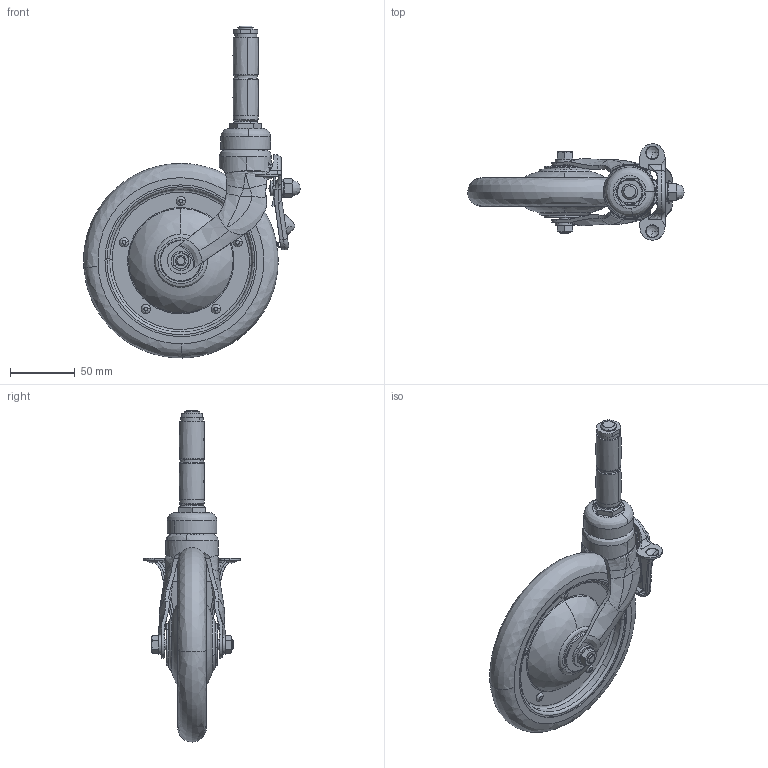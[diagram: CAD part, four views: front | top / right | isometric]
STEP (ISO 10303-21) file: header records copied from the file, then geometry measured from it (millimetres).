
FILE_DESCRIPTION((''),'2;1');
FILE_NAME('','2006-01-18T13:11:14',(''),(''),'','CADfix','');
FILE_SCHEMA(('AUTOMOTIVE_DESIGN'));
Length unit declared in the file: millimetre
Products named in the file (6): lever; wheel; main shaft; body; axle; No_209MS_d19_6771_36
Assembly tree (5 placements, depth 2):
  No_209MS_d19_6771_36
    lever
    wheel
    main shaft
    body
    axle
Bounding box: 167.19 x 74.29 x 255.99 mm (x, y, z)
Volume: 375949.5 mm3; surface area: 94498.2 mm2
Topology: 5 solids, 5 shells, 497 faces, 1613 edges, 1159 vertices
Faces by surface type: bspline 497
Entity records: 43432 total; most frequent: CARTESIAN_POINT 34011, ORIENTED_EDGE 3188, EDGE_CURVE 1594, B_SPLINE_CURVE_WITH_KNOTS 1191, VERTEX_POINT 1153, EDGE_LOOP 549, FACE_OUTER_BOUND 491, ADVANCED_FACE 491
